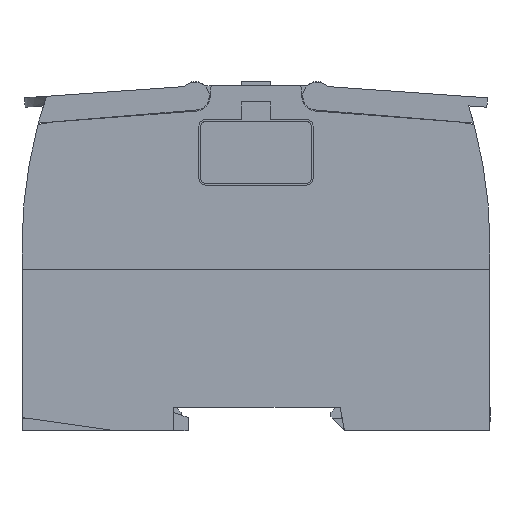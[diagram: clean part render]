
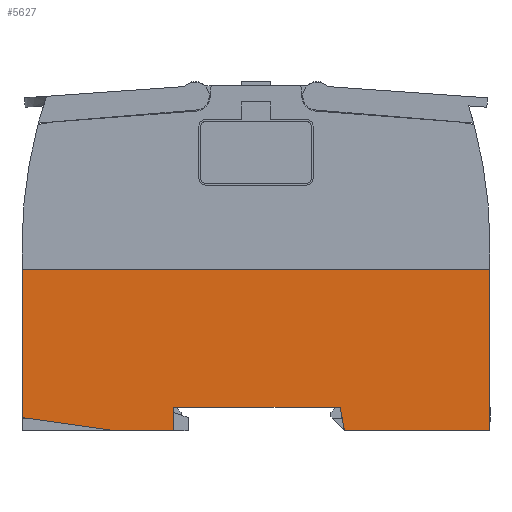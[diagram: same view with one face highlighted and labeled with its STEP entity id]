
A CAD part, left-side view. The second image highlights one B-rep face of the part: STEP entity #5627.
In plain terms, the highlighted planar face has unit normal (-1, 0, 0).
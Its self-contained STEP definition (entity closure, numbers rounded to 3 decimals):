
#3802=FACE_OUTER_BOUND('',#9533,.T.);
#5627=ADVANCED_FACE('',(#3802),#7467,.F.);
#7467=PLANE('',#36804);
#9533=EDGE_LOOP('',(#13844,#13845,#13846,#13847,#13848,#13849,#13850,#13851,
#13852));
#13844=ORIENTED_EDGE('',*,*,#24849,.F.);
#13845=ORIENTED_EDGE('',*,*,#24805,.F.);
#13846=ORIENTED_EDGE('',*,*,#24789,.F.);
#13847=ORIENTED_EDGE('',*,*,#24876,.F.);
#13848=ORIENTED_EDGE('',*,*,#24868,.F.);
#13849=ORIENTED_EDGE('',*,*,#24859,.F.);
#13850=ORIENTED_EDGE('',*,*,#24732,.F.);
#13851=ORIENTED_EDGE('',*,*,#24834,.F.);
#13852=ORIENTED_EDGE('',*,*,#24822,.F.);
#21183=VERTEX_POINT('',#49010);
#21184=VERTEX_POINT('',#49012);
#21228=VERTEX_POINT('',#49126);
#21229=VERTEX_POINT('',#49127);
#21244=VERTEX_POINT('',#49159);
#21255=VERTEX_POINT('',#49188);
#21256=VERTEX_POINT('',#49190);
#21277=VERTEX_POINT('',#49259);
#21285=VERTEX_POINT('',#49277);
#24732=EDGE_CURVE('',#21183,#21184,#29213,.T.);
#24789=EDGE_CURVE('',#21228,#21229,#29270,.T.);
#24805=EDGE_CURVE('',#21229,#21244,#29286,.T.);
#24822=EDGE_CURVE('',#21255,#21256,#29303,.T.);
#24834=EDGE_CURVE('',#21256,#21183,#29315,.T.);
#24849=EDGE_CURVE('',#21244,#21255,#29330,.T.);
#24859=EDGE_CURVE('',#21184,#21277,#29340,.T.);
#24868=EDGE_CURVE('',#21277,#21285,#29349,.T.);
#24876=EDGE_CURVE('',#21285,#21228,#29357,.T.);
#29213=LINE('',#49011,#33113);
#29270=LINE('',#49125,#33170);
#29286=LINE('',#49158,#33186);
#29303=LINE('',#49189,#33203);
#29315=LINE('',#49213,#33215);
#29330=LINE('',#49239,#33230);
#29340=LINE('',#49258,#33240);
#29349=LINE('',#49276,#33249);
#29357=LINE('',#49291,#33257);
#33113=VECTOR('',#40538,1.);
#33170=VECTOR('',#40621,1.);
#33186=VECTOR('',#40639,1.);
#33203=VECTOR('',#40660,1.);
#33215=VECTOR('',#40676,1.);
#33230=VECTOR('',#40705,1.);
#33240=VECTOR('',#40719,1.);
#33249=VECTOR('',#40730,1.);
#33257=VECTOR('',#40742,1.);
#36804=AXIS2_PLACEMENT_3D('',#49301,#40753,#40754);
#40538=DIRECTION('',(0.,-1.,0.));
#40621=DIRECTION('',(0.,1.,0.));
#40639=DIRECTION('',(0.,0.,-1.));
#40660=DIRECTION('',(0.,0.99,0.139));
#40676=DIRECTION('',(0.,0.,1.));
#40705=DIRECTION('',(0.,1.,0.));
#40719=DIRECTION('',(0.,0.,-1.));
#40730=DIRECTION('',(0.,1.,0.));
#40742=DIRECTION('',(0.,0.174,0.985));
#40753=DIRECTION('',(1.,0.,0.));
#40754=DIRECTION('',(0.,0.,-1.));
#49010=CARTESIAN_POINT('',(0.,100.,34.5));
#49011=CARTESIAN_POINT('',(0.,0.4,34.5));
#49012=CARTESIAN_POINT('',(0.,0.,34.5));
#49125=CARTESIAN_POINT('',(0.,33.668,5.));
#49126=CARTESIAN_POINT('',(0.,32.,5.));
#49127=CARTESIAN_POINT('',(0.,67.6,5.));
#49158=CARTESIAN_POINT('',(0.,67.6,0.4));
#49159=CARTESIAN_POINT('',(0.,67.6,0.004));
#49188=CARTESIAN_POINT('',(0.,80.028,0.004));
#49189=CARTESIAN_POINT('',(0.,99.656,2.762));
#49190=CARTESIAN_POINT('',(0.,100.,2.811));
#49213=CARTESIAN_POINT('',(0.,100.,9.3));
#49239=CARTESIAN_POINT('',(0.,67.6,0.004));
#49258=CARTESIAN_POINT('',(0.,0.,34.5));
#49259=CARTESIAN_POINT('',(0.,0.,0.));
#49276=CARTESIAN_POINT('',(0.,31.024,0.));
#49277=CARTESIAN_POINT('',(0.,31.118,0.));
#49291=CARTESIAN_POINT('',(0.,31.177,0.331));
#49301=CARTESIAN_POINT('',(0.,100.,0.004));
